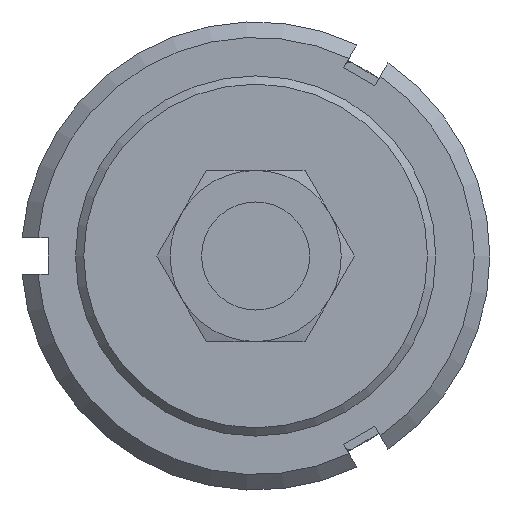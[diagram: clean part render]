
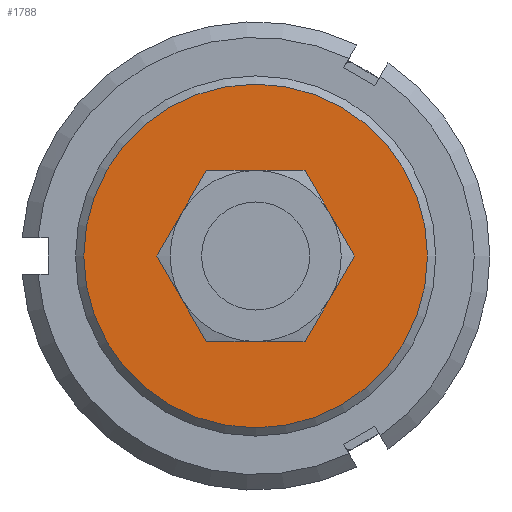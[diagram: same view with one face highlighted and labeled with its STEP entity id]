
A CAD part, left-side view. The second image highlights one B-rep face of the part: STEP entity #1788.
In plain terms, the highlighted face is planar.
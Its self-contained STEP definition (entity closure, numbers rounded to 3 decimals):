
#91=LINE('',#2878,#209);
#95=LINE('',#2886,#213);
#105=LINE('',#2937,#223);
#106=LINE('',#2939,#224);
#107=LINE('',#2941,#225);
#108=LINE('',#2943,#226);
#209=VECTOR('',#2320,1000.);
#213=VECTOR('',#2326,1000.);
#223=VECTOR('',#2380,1000.);
#224=VECTOR('',#2381,1000.);
#225=VECTOR('',#2382,1000.);
#226=VECTOR('',#2383,1000.);
#432=ORIENTED_EDGE('',*,*,#921,.T.);
#433=ORIENTED_EDGE('',*,*,#895,.F.);
#434=ORIENTED_EDGE('',*,*,#899,.F.);
#435=ORIENTED_EDGE('',*,*,#922,.F.);
#436=ORIENTED_EDGE('',*,*,#923,.F.);
#437=ORIENTED_EDGE('',*,*,#924,.F.);
#438=ORIENTED_EDGE('',*,*,#925,.F.);
#895=EDGE_CURVE('',#1147,#1148,#91,.T.);
#899=EDGE_CURVE('',#1150,#1147,#95,.T.);
#921=EDGE_CURVE('',#1169,#1169,#1327,.T.);
#922=EDGE_CURVE('',#1170,#1150,#105,.T.);
#923=EDGE_CURVE('',#1171,#1170,#106,.T.);
#924=EDGE_CURVE('',#1172,#1171,#107,.T.);
#925=EDGE_CURVE('',#1148,#1172,#108,.T.);
#1147=VERTEX_POINT('',#2877);
#1148=VERTEX_POINT('',#2879);
#1150=VERTEX_POINT('',#2885);
#1169=VERTEX_POINT('',#2935);
#1170=VERTEX_POINT('',#2938);
#1171=VERTEX_POINT('',#2940);
#1172=VERTEX_POINT('',#2942);
#1327=CIRCLE('',#2106,19.08);
#1434=EDGE_LOOP('',(#432));
#1435=EDGE_LOOP('',(#433,#434,#435,#436,#437,#438));
#1586=FACE_BOUND('',#1434,.T.);
#1587=FACE_BOUND('',#1435,.T.);
#1718=PLANE('',#2107);
#1788=ADVANCED_FACE('',(#1586,#1587),#1718,.F.);
#2106=AXIS2_PLACEMENT_3D('',#2934,#2376,#2377);
#2107=AXIS2_PLACEMENT_3D('',#2936,#2378,#2379);
#2320=DIRECTION('',(0.,-0.5,0.866));
#2326=DIRECTION('',(0.,0.5,0.866));
#2376=DIRECTION('',(1.,0.,0.));
#2377=DIRECTION('',(0.,0.,-1.));
#2378=DIRECTION('',(-1.,0.,0.));
#2379=DIRECTION('',(0.,0.,1.));
#2380=DIRECTION('',(0.,1.,0.));
#2381=DIRECTION('',(0.,0.5,-0.866));
#2382=DIRECTION('',(0.,-0.5,-0.866));
#2383=DIRECTION('',(0.,-1.,0.));
#2877=CARTESIAN_POINT('',(43.,6.928,0.));
#2878=CARTESIAN_POINT('',(43.,6.928,0.));
#2879=CARTESIAN_POINT('',(43.,3.464,6.));
#2885=CARTESIAN_POINT('',(43.,3.464,-6.));
#2886=CARTESIAN_POINT('',(43.,3.464,-6.));
#2934=CARTESIAN_POINT('',(43.,0.,0.));
#2935=CARTESIAN_POINT('',(43.,0.,-19.08));
#2936=CARTESIAN_POINT('',(43.,19.08,0.));
#2937=CARTESIAN_POINT('',(43.,-3.464,-6.));
#2938=CARTESIAN_POINT('',(43.,-3.464,-6.));
#2939=CARTESIAN_POINT('',(43.,-6.928,0.));
#2940=CARTESIAN_POINT('',(43.,-6.928,0.));
#2941=CARTESIAN_POINT('',(43.,-3.464,6.));
#2942=CARTESIAN_POINT('',(43.,-3.464,6.));
#2943=CARTESIAN_POINT('',(43.,3.464,6.));
